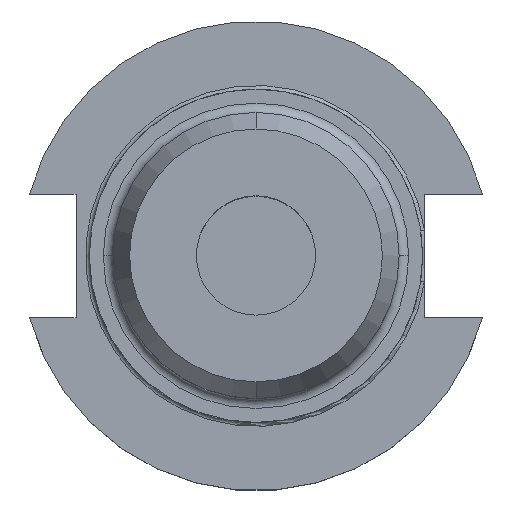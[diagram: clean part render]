
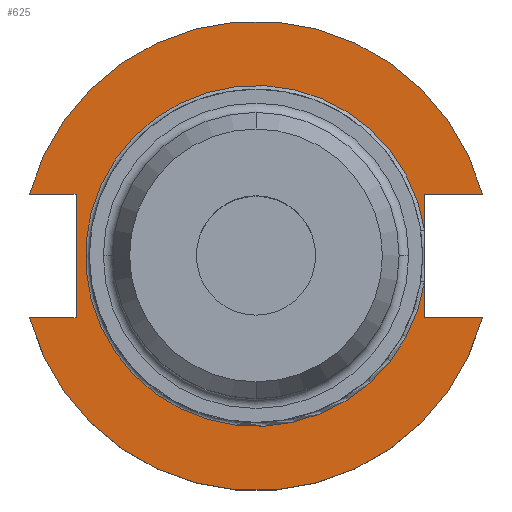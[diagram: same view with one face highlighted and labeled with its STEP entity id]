
A CAD part, top view. The second image highlights one B-rep face of the part: STEP entity #625.
In plain terms, the highlighted planar face has unit normal (0, 0, 1).
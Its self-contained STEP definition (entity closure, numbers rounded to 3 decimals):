
#20 = EDGE_CURVE ( 'NONE', #1328, #845, #42, .T. ) ;
#25 = DIRECTION ( 'NONE',  ( -1., 0., 0. ) ) ;
#42 = CIRCLE ( 'NONE', #1816, 49.212 ) ;
#103 = LINE ( 'NONE', #1410, #903 ) ;
#149 = CARTESIAN_POINT ( 'NONE',  ( 47.477, 12.954, 19.05 ) ) ;
#172 = CARTESIAN_POINT ( 'NONE',  ( -37.719, 12.954, 19.05 ) ) ;
#174 = LINE ( 'NONE', #178, #1396 ) ;
#178 = CARTESIAN_POINT ( 'NONE',  ( 35.306, 12.954, 19.05 ) ) ;
#188 = CARTESIAN_POINT ( 'NONE',  ( 35.306, 12.954, 19.05 ) ) ;
#204 = VECTOR ( 'NONE', #477, 1000. ) ;
#205 = CARTESIAN_POINT ( 'NONE',  ( 47.477, -12.954, 19.05 ) ) ;
#271 = CARTESIAN_POINT ( 'NONE',  ( 0., 0., 19.05 ) ) ;
#276 = CARTESIAN_POINT ( 'NONE',  ( -37.719, 12.954, 19.05 ) ) ;
#277 = VECTOR ( 'NONE', #924, 1000. ) ;
#344 = CARTESIAN_POINT ( 'NONE',  ( 0., 0., 19.05 ) ) ;
#345 = EDGE_CURVE ( 'NONE', #1998, #866, #898, .T. ) ;
#352 = AXIS2_PLACEMENT_3D ( 'NONE', #271, #1705, #1540 ) ;
#371 = EDGE_CURVE ( 'NONE', #1008, #1319, #1155, .T. ) ;
#477 = DIRECTION ( 'NONE',  ( -1., 0., 0. ) ) ;
#479 = CARTESIAN_POINT ( 'NONE',  ( 35.306, -5.455, 19.05 ) ) ;
#499 = EDGE_CURVE ( 'NONE', #1525, #1319, #174, .T. ) ;
#506 = EDGE_CURVE ( 'NONE', #1101, #1998, #604, .T. ) ;
#558 = CIRCLE ( 'NONE', #1476, 49.212 ) ;
#577 = CARTESIAN_POINT ( 'NONE',  ( -47.477, -12.954, 19.05 ) ) ;
#604 = LINE ( 'NONE', #172, #1766 ) ;
#625 = ADVANCED_FACE ( 'NONE', ( #1740 ), #1154, .T. ) ;
#654 = ORIENTED_EDGE ( 'NONE', *, *, #371, .T. ) ;
#661 = ORIENTED_EDGE ( 'NONE', *, *, #1250, .F. ) ;
#673 = CARTESIAN_POINT ( 'NONE',  ( -47.477, 12.954, 19.05 ) ) ;
#688 = ORIENTED_EDGE ( 'NONE', *, *, #506, .F. ) ;
#823 = DIRECTION ( 'NONE',  ( 0., -1., 0. ) ) ;
#845 = VERTEX_POINT ( 'NONE', #205 ) ;
#866 = VERTEX_POINT ( 'NONE', #673 ) ;
#898 = LINE ( 'NONE', #1000, #1322 ) ;
#903 = VECTOR ( 'NONE', #1575, 1000. ) ;
#924 = DIRECTION ( 'NONE',  ( 1., 0., 0. ) ) ;
#975 = CARTESIAN_POINT ( 'NONE',  ( 35.306, 12.954, 19.05 ) ) ;
#983 = CARTESIAN_POINT ( 'NONE',  ( 0., 49.212, 19.05 ) ) ;
#985 = VERTEX_POINT ( 'NONE', #149 ) ;
#1000 = CARTESIAN_POINT ( 'NONE',  ( -63.719, 12.954, 19.05 ) ) ;
#1008 = VERTEX_POINT ( 'NONE', #479 ) ;
#1017 = DIRECTION ( 'NONE',  ( 0., 0., 1. ) ) ;
#1032 = EDGE_CURVE ( 'NONE', #985, #1525, #1523, .T. ) ;
#1062 = ORIENTED_EDGE ( 'NONE', *, *, #345, .F. ) ;
#1101 = VERTEX_POINT ( 'NONE', #2052 ) ;
#1110 = EDGE_CURVE ( 'NONE', #1238, #845, #103, .T. ) ;
#1116 = EDGE_LOOP ( 'NONE', ( #1407, #654, #1188, #1286, #1560, #1062, #688, #661, #1497, #1617 ) ) ;
#1130 = LINE ( 'NONE', #1653, #277 ) ;
#1154 = PLANE ( 'NONE',  #1655 ) ;
#1155 = CIRCLE ( 'NONE', #352, 35.725 ) ;
#1188 = ORIENTED_EDGE ( 'NONE', *, *, #499, .F. ) ;
#1228 = VECTOR ( 'NONE', #1768, 1000. ) ;
#1238 = VERTEX_POINT ( 'NONE', #1518 ) ;
#1250 = EDGE_CURVE ( 'NONE', #1328, #1101, #1130, .T. ) ;
#1286 = ORIENTED_EDGE ( 'NONE', *, *, #1032, .F. ) ;
#1289 = DIRECTION ( 'NONE',  ( 0., 0., 1. ) ) ;
#1314 = DIRECTION ( 'NONE',  ( 0., 0., 1. ) ) ;
#1319 = VERTEX_POINT ( 'NONE', #1545 ) ;
#1322 = VECTOR ( 'NONE', #25, 1000. ) ;
#1328 = VERTEX_POINT ( 'NONE', #577 ) ;
#1396 = VECTOR ( 'NONE', #823, 1000. ) ;
#1407 = ORIENTED_EDGE ( 'NONE', *, *, #1477, .F. ) ;
#1410 = CARTESIAN_POINT ( 'NONE',  ( 35.306, -12.954, 19.05 ) ) ;
#1476 = AXIS2_PLACEMENT_3D ( 'NONE', #1625, #1017, #1825 ) ;
#1477 = EDGE_CURVE ( 'NONE', #1008, #1238, #1639, .T. ) ;
#1497 = ORIENTED_EDGE ( 'NONE', *, *, #20, .T. ) ;
#1518 = CARTESIAN_POINT ( 'NONE',  ( 35.306, -12.954, 19.05 ) ) ;
#1523 = LINE ( 'NONE', #2039, #204 ) ;
#1525 = VERTEX_POINT ( 'NONE', #188 ) ;
#1540 = DIRECTION ( 'NONE',  ( 1., 0., 0. ) ) ;
#1545 = CARTESIAN_POINT ( 'NONE',  ( 35.306, 5.455, 19.05 ) ) ;
#1560 = ORIENTED_EDGE ( 'NONE', *, *, #1658, .T. ) ;
#1575 = DIRECTION ( 'NONE',  ( 1., 0., 0. ) ) ;
#1617 = ORIENTED_EDGE ( 'NONE', *, *, #1110, .F. ) ;
#1625 = CARTESIAN_POINT ( 'NONE',  ( 0., 0., 19.05 ) ) ;
#1639 = LINE ( 'NONE', #975, #1228 ) ;
#1653 = CARTESIAN_POINT ( 'NONE',  ( -63.719, -12.954, 19.05 ) ) ;
#1655 = AXIS2_PLACEMENT_3D ( 'NONE', #983, #1314, #1934 ) ;
#1658 = EDGE_CURVE ( 'NONE', #985, #866, #558, .T. ) ;
#1705 = DIRECTION ( 'NONE',  ( 0., 0., -1. ) ) ;
#1734 = DIRECTION ( 'NONE',  ( 1., 0., 0. ) ) ;
#1740 = FACE_OUTER_BOUND ( 'NONE', #1116, .T. ) ;
#1766 = VECTOR ( 'NONE', #1912, 1000. ) ;
#1768 = DIRECTION ( 'NONE',  ( 0., -1., 0. ) ) ;
#1816 = AXIS2_PLACEMENT_3D ( 'NONE', #344, #1289, #1734 ) ;
#1825 = DIRECTION ( 'NONE',  ( 1., 0., 0. ) ) ;
#1912 = DIRECTION ( 'NONE',  ( 0., 1., 0. ) ) ;
#1934 = DIRECTION ( 'NONE',  ( 1., 0., 0. ) ) ;
#1998 = VERTEX_POINT ( 'NONE', #276 ) ;
#2039 = CARTESIAN_POINT ( 'NONE',  ( 35.306, 12.954, 19.05 ) ) ;
#2052 = CARTESIAN_POINT ( 'NONE',  ( -37.719, -12.954, 19.05 ) ) ;
